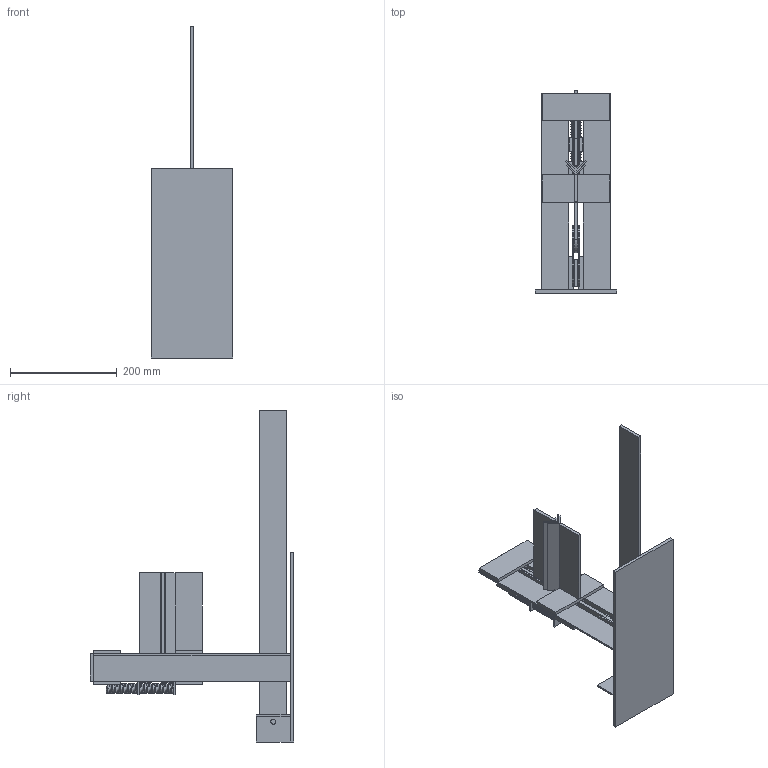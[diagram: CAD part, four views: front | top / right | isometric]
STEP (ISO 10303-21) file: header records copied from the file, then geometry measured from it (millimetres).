
FILE_DESCRIPTION(/* description */ (''),/* implementation_level */ '2;1');
FILE_NAME(/* name */ 'BenchtopBrake.stp',/* time_stamp */ '2018-07-16T20:30:26-04:00',/* author */ ('Kevin'),/* organization */ (''),/* preprocessor_version */ 'ST-DEVELOPER v17',/* originating_system */ 'Autodesk Inventor 2018',/* authorisation */ '');
FILE_SCHEMA (('AUTOMOTIVE_DESIGN { 1 0 10303 214 3 1 1 }'));
Length unit declared in the file: inch
Products named in the file (24): TopLevel; Assembly3; Part7; Part8; GuideBlock; CrossBlock; SlideLiner; Base; Anvil_ContactPlate; 90deg_striker; Anvil Support; RearBrace; SpringBracket2; SpringGuide; Assembly1; Part3; Part1; 90deg_striker_small; SpringBracket; Assembly2; Part4; Part5; Part6; 9657K215_STEEL COMPRESSION SPRING
Assembly tree (35 placements, depth 3):
  TopLevel
    Assembly3
      Part7  x2
      Part5
      Part8  x2
      GuideBlock  x4
      CrossBlock  x2
      SlideLiner  x2
      Base
      Anvil_ContactPlate  x2
      90deg_striker
      Anvil Support
      RearBrace  x2
      SpringBracket2
      SpringGuide
    Assembly1
      Part3
      Part1
      90deg_striker_small
      SpringBracket
    Assembly2
      Part4  x2
      Part5  x2
    Part6
    9657K215_STEEL COMPRESSION SPRING
Bounding box: 152.4 x 381 x 622.3 mm (x, y, z)
Volume: 1351632.5 mm3; surface area: 628480.8 mm2
Topology: 32 solids, 32 shells, 209 faces, 448 edges, 303 vertices
Faces by surface type: plane 182, cylinder 21, bspline 6
Full cylindrical faces by diameter (mm): 9.525 x14, 11.112 x1
Entity records: 9196 total; most frequent: CARTESIAN_POINT 5174, DIRECTION 722, ORIENTED_EDGE 596, EDGE_CURVE 298, LINE 242, VECTOR 242, AXIS2_PLACEMENT_3D 240, VERTEX_POINT 202
